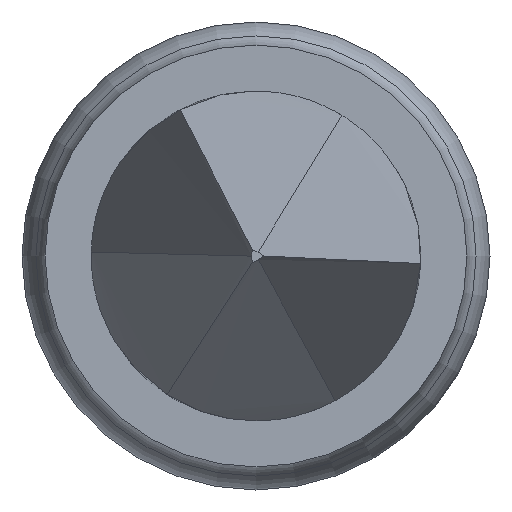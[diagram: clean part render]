
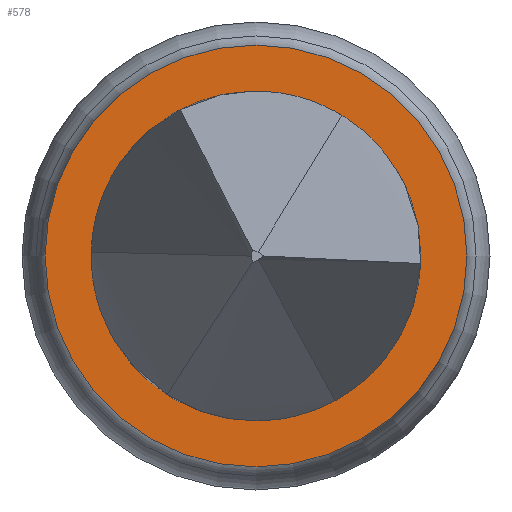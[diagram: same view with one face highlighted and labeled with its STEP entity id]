
A CAD part, left-side view. The second image highlights one B-rep face of the part: STEP entity #578.
In plain terms, the highlighted planar face has unit normal (-1, 0, 0).
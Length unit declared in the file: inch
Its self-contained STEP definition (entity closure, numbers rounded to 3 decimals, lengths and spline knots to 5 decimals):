
#17 = FACE_BOUND ( 'NONE', #520, .T. ) ;
#143 = PLANE ( 'NONE',  #245 ) ;
#158 = CARTESIAN_POINT ( 'NONE',  ( 0., 0., 0.02425 ) ) ;
#180 = VERTEX_POINT ( 'NONE', #1048 ) ;
#245 = AXIS2_PLACEMENT_3D ( 'NONE', #902, #892, #255 ) ;
#255 = DIRECTION ( 'NONE',  ( 0., 0., -1. ) ) ;
#486 = DIRECTION ( 'NONE',  ( -1., 0., 0. ) ) ;
#503 = FACE_OUTER_BOUND ( 'NONE', #1043, .T. ) ;
#512 = EDGE_CURVE ( 'NONE', #1058, #1058, #1124, .T. ) ;
#520 = EDGE_LOOP ( 'NONE', ( #1174 ) ) ;
#547 = CARTESIAN_POINT ( 'NONE',  ( 0., 0., 0. ) ) ;
#578 = ADVANCED_FACE ( 'NONE', ( #17, #503 ), #143, .F. ) ;
#829 = DIRECTION ( 'NONE',  ( -1., 0., 0. ) ) ;
#883 = AXIS2_PLACEMENT_3D ( 'NONE', #991, #486, #1649 ) ;
#892 = DIRECTION ( 'NONE',  ( 1., 0., 0. ) ) ;
#902 = CARTESIAN_POINT ( 'NONE',  ( 0., 0., 0. ) ) ;
#991 = CARTESIAN_POINT ( 'NONE',  ( 0., 0., 0. ) ) ;
#1043 = EDGE_LOOP ( 'NONE', ( #1275 ) ) ;
#1048 = CARTESIAN_POINT ( 'NONE',  ( 0., 0., -0.01895 ) ) ;
#1058 = VERTEX_POINT ( 'NONE', #158 ) ;
#1075 = AXIS2_PLACEMENT_3D ( 'NONE', #547, #829, #1340 ) ;
#1124 = CIRCLE ( 'NONE', #883, 0.02425 ) ;
#1174 = ORIENTED_EDGE ( 'NONE', *, *, #1580, .F. ) ;
#1275 = ORIENTED_EDGE ( 'NONE', *, *, #512, .T. ) ;
#1340 = DIRECTION ( 'NONE',  ( 0., 0., -1. ) ) ;
#1580 = EDGE_CURVE ( 'NONE', #180, #180, #1640, .T. ) ;
#1640 = CIRCLE ( 'NONE', #1075, 0.01895 ) ;
#1649 = DIRECTION ( 'NONE',  ( 0., 0., 1. ) ) ;
